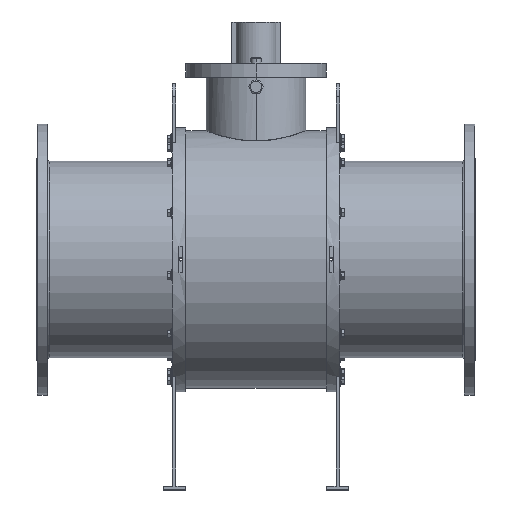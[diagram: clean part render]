
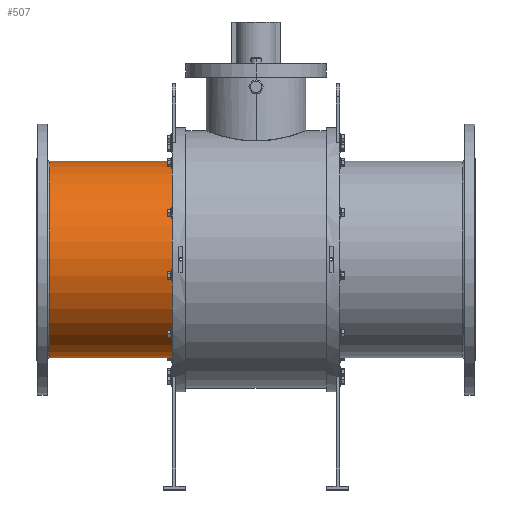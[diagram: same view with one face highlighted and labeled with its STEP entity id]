
A CAD part, top view. The second image highlights one B-rep face of the part: STEP entity #507.
In plain terms, the highlighted cylindrical face has radius 290 mm (diameter 580 mm), a partial arc.
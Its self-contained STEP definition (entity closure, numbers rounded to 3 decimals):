
#43 = ORIENTED_EDGE ( 'NONE', *, *, #10227, .T. ) ;
#344 = DIRECTION ( 'NONE',  ( -1., 0., 0. ) ) ;
#432 = DIRECTION ( 'NONE',  ( 1., 0., 0. ) ) ;
#507 = ADVANCED_FACE ( 'NONE', ( #11637 ), #4123, .T. ) ;
#786 = DIRECTION ( 'NONE',  ( 0., 0., 1. ) ) ;
#1098 = CIRCLE ( 'NONE', #4276, 290. ) ;
#1330 = ORIENTED_EDGE ( 'NONE', *, *, #8371, .T. ) ;
#1566 = DIRECTION ( 'NONE',  ( -1., 0., 0. ) ) ;
#1917 = CARTESIAN_POINT ( 'NONE',  ( -247.5, 290., 0. ) ) ;
#1981 = CARTESIAN_POINT ( 'NONE',  ( -647.5, 0., 0. ) ) ;
#2287 = EDGE_LOOP ( 'NONE', ( #13941, #43, #1330, #6703 ) ) ;
#2900 = DIRECTION ( 'NONE',  ( -1., 0., 0. ) ) ;
#3971 = CARTESIAN_POINT ( 'NONE',  ( -247.5, -290., 0. ) ) ;
#4123 = CYLINDRICAL_SURFACE ( 'NONE', #4734, 290. ) ;
#4276 = AXIS2_PLACEMENT_3D ( 'NONE', #12212, #432, #7747 ) ;
#4607 = CIRCLE ( 'NONE', #7554, 290. ) ;
#4670 = VERTEX_POINT ( 'NONE', #1917 ) ;
#4734 = AXIS2_PLACEMENT_3D ( 'NONE', #1981, #2900, #12792 ) ;
#5049 = CARTESIAN_POINT ( 'NONE',  ( -610.5, -290., 0. ) ) ;
#5339 = CARTESIAN_POINT ( 'NONE',  ( -610.5, 290., 0. ) ) ;
#5744 = CARTESIAN_POINT ( 'NONE',  ( -647.5, 290., 0. ) ) ;
#5967 = CARTESIAN_POINT ( 'NONE',  ( -647.5, -290., 0. ) ) ;
#6113 = VERTEX_POINT ( 'NONE', #3971 ) ;
#6703 = ORIENTED_EDGE ( 'NONE', *, *, #7285, .F. ) ;
#6806 = LINE ( 'NONE', #5744, #13127 ) ;
#7285 = EDGE_CURVE ( 'NONE', #6113, #7344, #13712, .T. ) ;
#7344 = VERTEX_POINT ( 'NONE', #5049 ) ;
#7554 = AXIS2_PLACEMENT_3D ( 'NONE', #10514, #13872, #786 ) ;
#7747 = DIRECTION ( 'NONE',  ( 0., -1., 0. ) ) ;
#8371 = EDGE_CURVE ( 'NONE', #10120, #7344, #1098, .T. ) ;
#10120 = VERTEX_POINT ( 'NONE', #5339 ) ;
#10227 = EDGE_CURVE ( 'NONE', #4670, #10120, #6806, .T. ) ;
#10514 = CARTESIAN_POINT ( 'NONE',  ( -247.5, 0., 0. ) ) ;
#11360 = EDGE_CURVE ( 'NONE', #6113, #4670, #4607, .T. ) ;
#11637 = FACE_OUTER_BOUND ( 'NONE', #2287, .T. ) ;
#12212 = CARTESIAN_POINT ( 'NONE',  ( -610.5, 0., 0. ) ) ;
#12711 = VECTOR ( 'NONE', #1566, 1000. ) ;
#12792 = DIRECTION ( 'NONE',  ( 0., -1., 0. ) ) ;
#13127 = VECTOR ( 'NONE', #344, 1000. ) ;
#13712 = LINE ( 'NONE', #5967, #12711 ) ;
#13872 = DIRECTION ( 'NONE',  ( -1., 0., 0. ) ) ;
#13941 = ORIENTED_EDGE ( 'NONE', *, *, #11360, .T. ) ;
